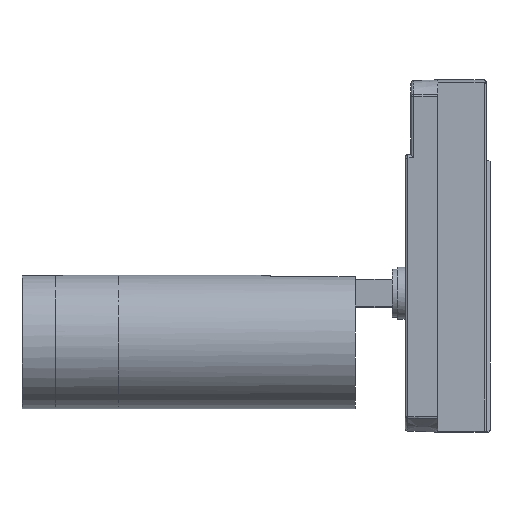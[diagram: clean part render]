
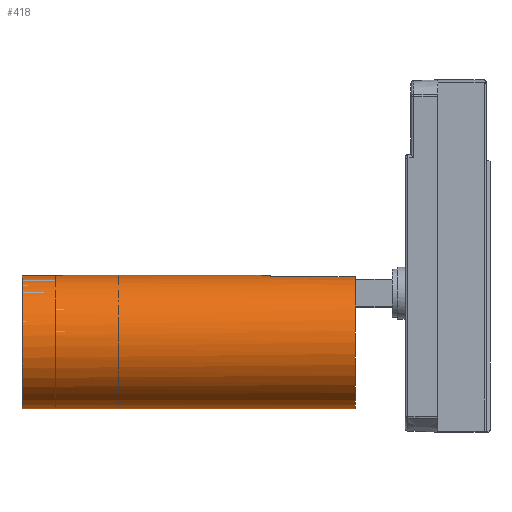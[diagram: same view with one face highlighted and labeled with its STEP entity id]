
A CAD part, front view. The second image highlights one B-rep face of the part: STEP entity #418.
In plain terms, the highlighted cylindrical face has radius 36 mm (diameter 72 mm), a full revolution.
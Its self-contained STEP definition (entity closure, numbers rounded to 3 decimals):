
#19 = EDGE_LOOP ( 'NONE', ( #3229 ) ) ;
#32 = CYLINDRICAL_SURFACE ( 'NONE', #259, 36. ) ;
#223 = EDGE_CURVE ( 'NONE', #2268, #2589, #3003, .T. ) ;
#259 = AXIS2_PLACEMENT_3D ( 'NONE', #2215, #3292, #1373 ) ;
#350 = CARTESIAN_POINT ( 'NONE',  ( -0.028, -46.449, -44.586 ) ) ;
#391 = ORIENTED_EDGE ( 'NONE', *, *, #548, .T. ) ;
#418 = ADVANCED_FACE ( 'NONE', ( #1134, #2492 ), #32, .T. ) ;
#459 = CARTESIAN_POINT ( 'NONE',  ( -6.778, -11.087, -90.186 ) ) ;
#542 = AXIS2_PLACEMENT_3D ( 'NONE', #350, #2008, #2508 ) ;
#548 = EDGE_CURVE ( 'NONE', #2518, #2268, #1233, .T. ) ;
#612 = CARTESIAN_POINT ( 'NONE',  ( 6.722, -11.087, -90.186 ) ) ;
#620 = CARTESIAN_POINT ( 'NONE',  ( 6.722, -11.087, -173.586 ) ) ;
#821 = CARTESIAN_POINT ( 'NONE',  ( -0.028, -46.449, -224.586 ) ) ;
#966 = EDGE_CURVE ( 'NONE', #1773, #2589, #1140, .T. ) ;
#1134 = FACE_OUTER_BOUND ( 'NONE', #2784, .T. ) ;
#1140 = CIRCLE ( 'NONE', #1716, 36. ) ;
#1204 = CARTESIAN_POINT ( 'NONE',  ( 6.722, -11.087, -44.586 ) ) ;
#1233 = CIRCLE ( 'NONE', #542, 36. ) ;
#1373 = DIRECTION ( 'NONE',  ( 0., 1., 0. ) ) ;
#1547 = CIRCLE ( 'NONE', #1726, 36. ) ;
#1554 = VECTOR ( 'NONE', #1730, 1000. ) ;
#1656 = DIRECTION ( 'NONE',  ( 0., -1., 0. ) ) ;
#1704 = CARTESIAN_POINT ( 'NONE',  ( -0.028, -82.449, -224.586 ) ) ;
#1716 = AXIS2_PLACEMENT_3D ( 'NONE', #2504, #3096, #3326 ) ;
#1718 = EDGE_CURVE ( 'NONE', #1773, #2518, #2861, .T. ) ;
#1726 = AXIS2_PLACEMENT_3D ( 'NONE', #821, #2164, #1656 ) ;
#1730 = DIRECTION ( 'NONE',  ( 0., 0., 1. ) ) ;
#1773 = VERTEX_POINT ( 'NONE', #612 ) ;
#1952 = CARTESIAN_POINT ( 'NONE',  ( -6.778, -11.087, -173.586 ) ) ;
#2008 = DIRECTION ( 'NONE',  ( 0., 0., -1. ) ) ;
#2164 = DIRECTION ( 'NONE',  ( 0., 0., -1. ) ) ;
#2215 = CARTESIAN_POINT ( 'NONE',  ( -0.028, -46.449, -173.586 ) ) ;
#2268 = VERTEX_POINT ( 'NONE', #2847 ) ;
#2422 = EDGE_CURVE ( 'NONE', #2718, #2718, #1547, .T. ) ;
#2492 = FACE_OUTER_BOUND ( 'NONE', #19, .T. ) ;
#2504 = CARTESIAN_POINT ( 'NONE',  ( -0.028, -46.449, -90.186 ) ) ;
#2508 = DIRECTION ( 'NONE',  ( 0., -1., 0. ) ) ;
#2518 = VERTEX_POINT ( 'NONE', #1204 ) ;
#2589 = VERTEX_POINT ( 'NONE', #459 ) ;
#2590 = VECTOR ( 'NONE', #3258, 1000. ) ;
#2718 = VERTEX_POINT ( 'NONE', #1704 ) ;
#2726 = ORIENTED_EDGE ( 'NONE', *, *, #223, .T. ) ;
#2784 = EDGE_LOOP ( 'NONE', ( #2938, #3118, #391, #2726 ) ) ;
#2847 = CARTESIAN_POINT ( 'NONE',  ( -6.778, -11.087, -44.586 ) ) ;
#2861 = LINE ( 'NONE', #620, #1554 ) ;
#2938 = ORIENTED_EDGE ( 'NONE', *, *, #966, .F. ) ;
#3003 = LINE ( 'NONE', #1952, #2590 ) ;
#3096 = DIRECTION ( 'NONE',  ( 0., 0., 1. ) ) ;
#3118 = ORIENTED_EDGE ( 'NONE', *, *, #1718, .T. ) ;
#3229 = ORIENTED_EDGE ( 'NONE', *, *, #2422, .F. ) ;
#3258 = DIRECTION ( 'NONE',  ( 0., 0., -1. ) ) ;
#3292 = DIRECTION ( 'NONE',  ( 0., 0., 1. ) ) ;
#3326 = DIRECTION ( 'NONE',  ( 0., 1., 0. ) ) ;
